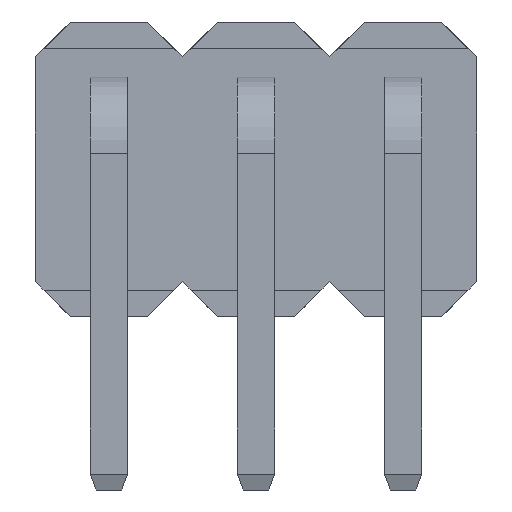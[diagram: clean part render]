
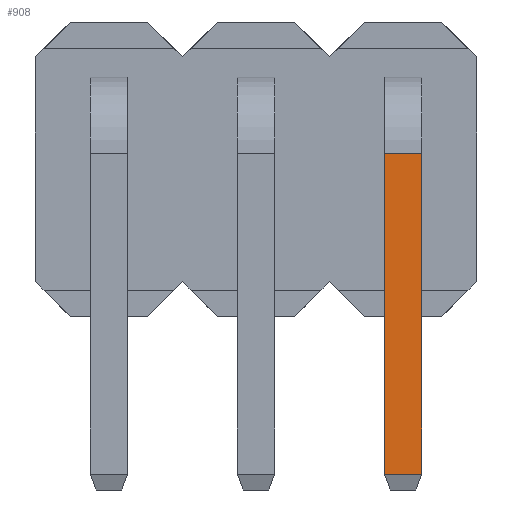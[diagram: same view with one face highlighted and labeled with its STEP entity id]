
A CAD part, front view. The second image highlights one B-rep face of the part: STEP entity #908.
In plain terms, the highlighted planar face has unit normal (0, -1, 0).
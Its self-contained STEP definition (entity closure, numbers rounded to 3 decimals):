
#908=ADVANCED_FACE('',(#2402),#2404,.T.);
#2402=FACE_BOUND('',#2403,.T.);
#2403=EDGE_LOOP('',(#3581,#3582,#3583,#3584));
#2404=PLANE('',#2405);
#2405=AXIS2_PLACEMENT_3D('',#2406,#2407,#2408);
#2406=CARTESIAN_POINT('',(4.76,-2.86,-3.));
#2407=DIRECTION('',(0.,-1.,0.));
#2408=DIRECTION('',(1.,0.,0.));
#3581=ORIENTED_EDGE('',*,*,#4284,.T.);
#3582=ORIENTED_EDGE('',*,*,#4063,.T.);
#3583=ORIENTED_EDGE('',*,*,#4273,.F.);
#3584=ORIENTED_EDGE('',*,*,#4054,.F.);
#4054=EDGE_CURVE('',#4622,#4624,#4625,.T.);
#4063=EDGE_CURVE('',#4631,#4637,#4639,.T.);
#4273=EDGE_CURVE('',#4624,#4637,#4969,.T.);
#4284=EDGE_CURVE('',#4622,#4631,#4988,.T.);
#4622=VERTEX_POINT('',#5598);
#4624=VERTEX_POINT('',#5602);
#4625=LINE('',#5603,#5604);
#4631=VERTEX_POINT('',#5621);
#4637=VERTEX_POINT('',#5634);
#4639=LINE('',#5639,#5640);
#4969=LINE('',#6409,#6410);
#4988=LINE('',#6450,#6451);
#5598=CARTESIAN_POINT('',(4.76,-2.86,-2.725));
#5602=CARTESIAN_POINT('',(4.76,-2.86,2.81));
#5603=CARTESIAN_POINT('',(4.76,-2.86,-2.725));
#5604=VECTOR('',#5605,1.);
#5605=DIRECTION('',(0.,0.,1.));
#5621=CARTESIAN_POINT('',(5.4,-2.86,-2.725));
#5634=CARTESIAN_POINT('',(5.4,-2.86,2.81));
#5639=CARTESIAN_POINT('',(5.4,-2.86,-2.725));
#5640=VECTOR('',#5641,1.);
#5641=DIRECTION('',(0.,0.,1.));
#6409=CARTESIAN_POINT('',(4.76,-2.86,2.81));
#6410=VECTOR('',#6411,1.);
#6411=DIRECTION('',(1.,0.,0.));
#6450=CARTESIAN_POINT('',(4.76,-2.86,-2.725));
#6451=VECTOR('',#6452,1.);
#6452=DIRECTION('',(1.,0.,0.));
